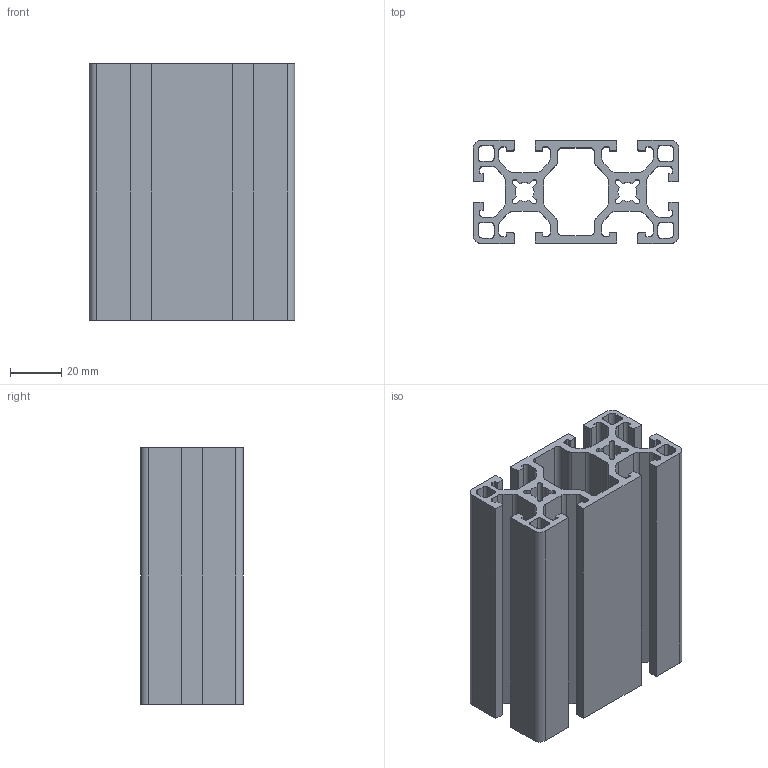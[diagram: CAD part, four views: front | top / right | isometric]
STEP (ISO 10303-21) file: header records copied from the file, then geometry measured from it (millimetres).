
FILE_DESCRIPTION((''),'2;1');
FILE_NAME('K_104080L_100.stp','2013-02-18T10:43:31',('VeronikaF'),(''),'Autodesk Inventor 2011','Autodesk Inventor 2011','');
FILE_SCHEMA(('AUTOMOTIVE_DESIGN { 1 0 10303 214 1 1 1 1 }'));
Length unit declared in the file: millimetre
Products named in the file (1): 104080L
Bounding box: 80 x 40 x 100 mm (x, y, z)
Volume: 111772.8 mm3; surface area: 81221.4 mm2
Topology: 1 solids, 1 shells, 242 faces, 720 edges, 480 vertices
Faces by surface type: plane 134, cylinder 108
Entity records: 8214 total; most frequent: CARTESIAN_POINT 1443, ORIENTED_EDGE 1440, DIRECTION 1422, EDGE_CURVE 720, VECTOR 504, LINE 504, VERTEX_POINT 480, AXIS2_PLACEMENT_3D 459
